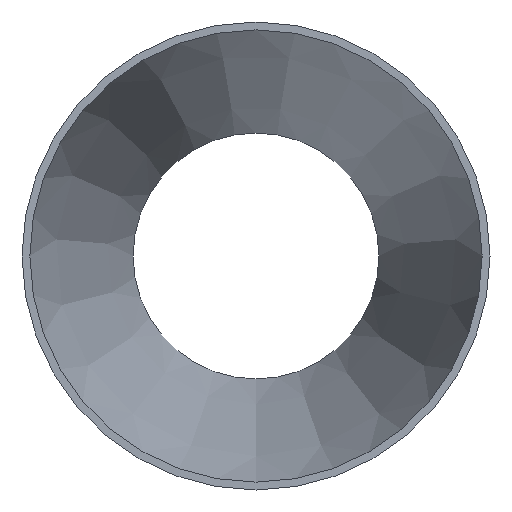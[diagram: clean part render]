
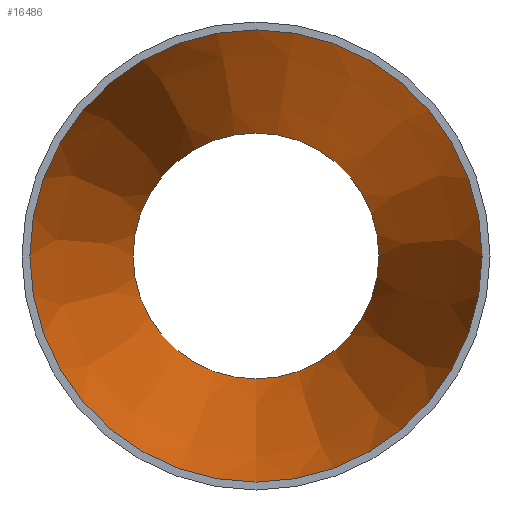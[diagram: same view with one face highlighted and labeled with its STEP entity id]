
A CAD part, front view. The second image highlights one B-rep face of the part: STEP entity #16486.
In plain terms, the highlighted conical face has half-angle 14.056 degrees and reference radius 76.82 mm.
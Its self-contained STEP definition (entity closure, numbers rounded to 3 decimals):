
#1684 = CARTESIAN_POINT ( 'NONE',  ( 0., 0., 0. ) ) ;
#10301 = VERTEX_POINT ( 'NONE', #26390 ) ;
#10472 = CARTESIAN_POINT ( 'NONE',  ( 0., 140., -41.77 ) ) ;
#11382 = DIRECTION ( 'NONE',  ( 0., 0., -1. ) ) ;
#12172 = EDGE_LOOP ( 'NONE', ( #30321 ) ) ;
#12531 = EDGE_CURVE ( 'NONE', #23903, #23903, #29287, .T. ) ;
#12698 = DIRECTION ( 'NONE',  ( 0., 0., -1. ) ) ;
#12810 = FACE_BOUND ( 'NONE', #33391, .T. ) ;
#16340 = DIRECTION ( 'NONE',  ( 0., -1., 0. ) ) ;
#16486 = ADVANCED_FACE ( 'NONE', ( #12810, #28719 ), #29128, .F. ) ;
#21364 = ORIENTED_EDGE ( 'NONE', *, *, #12531, .F. ) ;
#22944 = DIRECTION ( 'NONE',  ( 0., -1., 0. ) ) ;
#23226 = DIRECTION ( 'NONE',  ( 0., 0., -1. ) ) ;
#23903 = VERTEX_POINT ( 'NONE', #10472 ) ;
#24033 = CIRCLE ( 'NONE', #33136, 76.82 ) ;
#25886 = DIRECTION ( 'NONE',  ( 0., -1., 0. ) ) ;
#26390 = CARTESIAN_POINT ( 'NONE',  ( 0., 0., -76.82 ) ) ;
#28719 = FACE_OUTER_BOUND ( 'NONE', #12172, .T. ) ;
#29128 = CONICAL_SURFACE ( 'NONE', #33648, 76.82, 0.245 ) ;
#29287 = CIRCLE ( 'NONE', #33798, 41.77 ) ;
#30136 = CARTESIAN_POINT ( 'NONE',  ( 0., 140., 0. ) ) ;
#30321 = ORIENTED_EDGE ( 'NONE', *, *, #30601, .T. ) ;
#30601 = EDGE_CURVE ( 'NONE', #10301, #10301, #24033, .T. ) ;
#33136 = AXIS2_PLACEMENT_3D ( 'NONE', #1684, #22944, #12698 ) ;
#33391 = EDGE_LOOP ( 'NONE', ( #21364 ) ) ;
#33648 = AXIS2_PLACEMENT_3D ( 'NONE', #34021, #25886, #23226 ) ;
#33798 = AXIS2_PLACEMENT_3D ( 'NONE', #30136, #16340, #11382 ) ;
#34021 = CARTESIAN_POINT ( 'NONE',  ( 0., 0., 0. ) ) ;
